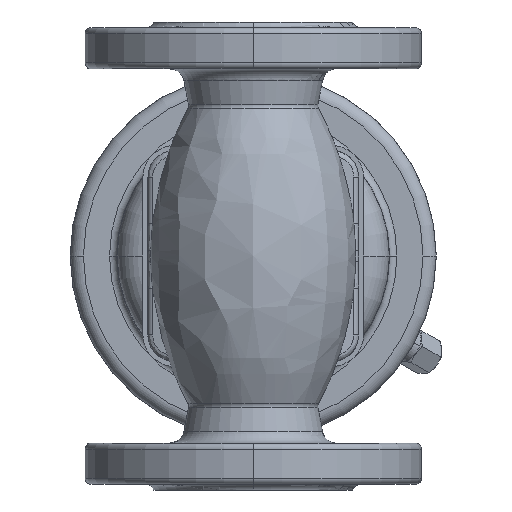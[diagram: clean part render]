
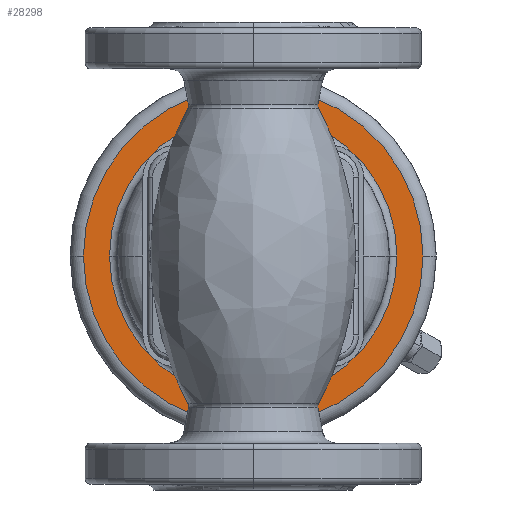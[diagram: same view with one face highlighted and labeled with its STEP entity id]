
A CAD part, left-side view. The second image highlights one B-rep face of the part: STEP entity #28298.
In plain terms, the highlighted planar face has unit normal (-1, 0, 0).
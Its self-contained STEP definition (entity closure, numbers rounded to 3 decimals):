
#181=CARTESIAN_POINT('',(-2.5,0.,0.));
#182=DIRECTION('',(1.,0.,0.));
#183=DIRECTION('',(0.,1.,0.));
#184=AXIS2_PLACEMENT_3D('',#181,#182,#183);
#186=CARTESIAN_POINT('',(-2.5,0.,0.));
#187=DIRECTION('',(-1.,0.,0.));
#188=DIRECTION('',(0.,1.,0.));
#189=AXIS2_PLACEMENT_3D('',#186,#187,#188);
#201=CARTESIAN_POINT('',(-2.5,0.,0.));
#202=DIRECTION('',(-1.,0.,0.));
#203=DIRECTION('',(0.,1.,0.));
#204=AXIS2_PLACEMENT_3D('',#201,#202,#203);
#206=CARTESIAN_POINT('',(-2.5,0.,0.));
#207=DIRECTION('',(1.,0.,0.));
#208=DIRECTION('',(0.,1.,0.));
#209=AXIS2_PLACEMENT_3D('',#206,#207,#208);
#25663=CARTESIAN_POINT('',(-2.5,58.05,0.));
#25665=VERTEX_POINT('',#25663);
#25666=CARTESIAN_POINT('',(-2.5,49.137,0.));
#25668=VERTEX_POINT('',#25666);
#25687=CARTESIAN_POINT('',(-2.5,-58.05,0.));
#25689=VERTEX_POINT('',#25687);
#25690=CARTESIAN_POINT('',(-2.5,-49.137,0.));
#25692=VERTEX_POINT('',#25690);
#28283=CARTESIAN_POINT('',(-2.5,0.,0.));
#28284=DIRECTION('',(1.,0.,0.));
#28285=DIRECTION('',(0.,-1.,0.));
#28286=AXIS2_PLACEMENT_3D('',#28283,#28284,#28285);
#28287=PLANE('',#28286);
#28288=ORIENTED_EDGE('',*,*,#28265,.T.);
#28289=ORIENTED_EDGE('',*,*,#28276,.F.);
#28290=EDGE_LOOP('',(#28288,#28289));
#28291=FACE_OUTER_BOUND('',#28290,.F.);
#28293=ORIENTED_EDGE('',*,*,#28292,.T.);
#28295=ORIENTED_EDGE('',*,*,#28294,.F.);
#28296=EDGE_LOOP('',(#28293,#28295));
#28297=FACE_BOUND('',#28296,.F.);
#28298=ADVANCED_FACE('',(#28291,#28297),#28287,.F.);
#185=CIRCLE('',#184,58.05);
#190=CIRCLE('',#189,58.05);
#205=CIRCLE('',#204,49.137);
#210=CIRCLE('',#209,49.137);
#28265=EDGE_CURVE('',#25665,#25689,#185,.T.);
#28276=EDGE_CURVE('',#25665,#25689,#190,.T.);
#28292=EDGE_CURVE('',#25668,#25692,#205,.T.);
#28294=EDGE_CURVE('',#25668,#25692,#210,.T.);
